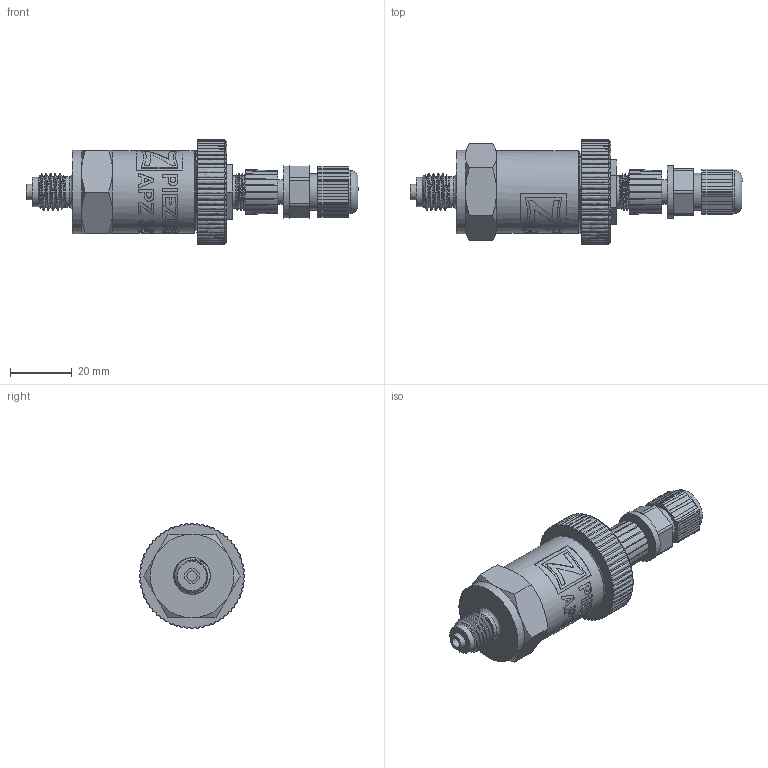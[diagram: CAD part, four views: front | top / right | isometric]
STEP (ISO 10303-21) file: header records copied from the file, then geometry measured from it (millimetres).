
FILE_DESCRIPTION(/* description */ (''),/* implementation_level */ '2;1');
FILE_NAME(/* name */ 'APZ3421_M12x1,5EN_M12x1-straight.step',/* time_stamp */ '2021-06-23T14:47:07+03:00',/* author */ (''),/* organization */ (''),/* preprocessor_version */ 'ST-DEVELOPER v18.1',/* originating_system */ 'Autodesk Translation Framework v10.9.0.1377',/* authorisation */ '');
FILE_SCHEMA (('AUTOMOTIVE_DESIGN { 1 0 10303 214 3 1 1 }'));
Products named in the file (6): APZ3421_M12x1,5EN_M12x1-straight; M12x1,5 EN; OMAL nut M27x1.5 v8; M12x1 male v16; Ш100.000.002 v4; M12x1 female straight v9
Assembly tree (5 placements, depth 2):
  APZ3421_M12x1,5EN_M12x1-straight
    M12x1,5 EN
    OMAL nut M27x1.5 v8
    M12x1 male v16
    Ш100.000.002 v4
    M12x1 female straight v9
Bounding box: 107.55 x 34 x 34 mm (x, y, z)
Volume: 40519.4 mm3; surface area: 17842.6 mm2
Topology: 16 solids, 16 shells, 908 faces, 2534 edges, 1698 vertices
Faces by surface type: bspline 451, plane 261, cylinder 142, cone 48, torus 6
Full cylindrical faces by diameter (mm): 1 x12, 1.5 x4, 3.3 x1, 5 x1, 7.3 x1, 8 x3, 8.2 x1, 9.5 x1, 9.8 x1, 10.137 x4, 10.293 x1, 10.6 x2, 10.741 x6, 11.85 x3, 11.884 x5, 12 x1, 14 x2, 14.137 x4, 14.526 x3, 15.85 x3, 16.203 x3, 17 x1, 21.4 x2, 22.3 x1, 22.4 x1, 24.5 x1, 25.132 x4, 25.526 x4, 26.85 x4, 27 x1
Entity records: 63520 total; most frequent: CARTESIAN_POINT 42858, ORIENTED_EDGE 5068, DIRECTION 2870, EDGE_CURVE 2534, VERTEX_POINT 1698, LINE 1176, VECTOR 1176, EDGE_LOOP 963
